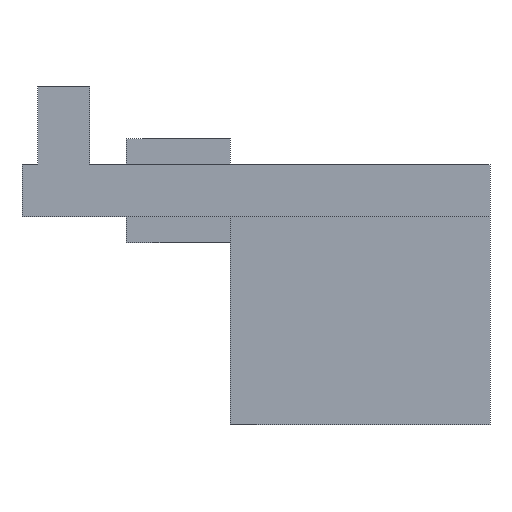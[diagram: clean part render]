
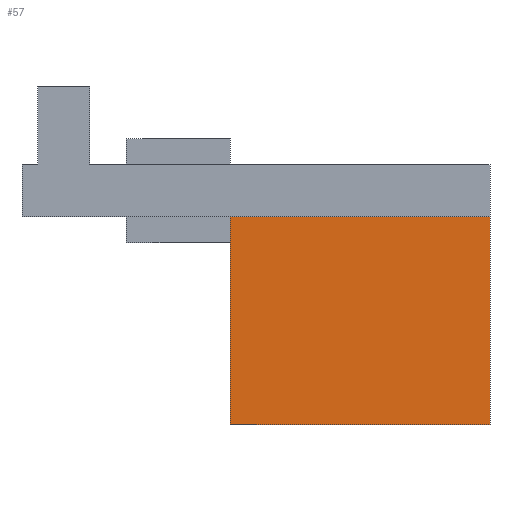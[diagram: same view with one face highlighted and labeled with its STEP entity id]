
A CAD part, left-side view. The second image highlights one B-rep face of the part: STEP entity #57.
In plain terms, the highlighted planar face has unit normal (-1, 0, 0).
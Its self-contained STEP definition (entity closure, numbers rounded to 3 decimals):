
#57=ADVANCED_FACE('',(#108),#110,.T.);
#108=FACE_BOUND('',#109,.T.);
#109=EDGE_LOOP('',(#293,#294,#295,#296));
#110=PLANE('',#111);
#111=AXIS2_PLACEMENT_3D('',#112,#113,#114);
#112=CARTESIAN_POINT('',(5.,-45.,0.));
#113=DIRECTION('',(-1.,0.,0.));
#114=DIRECTION('',(0.,1.,0.));
#293=ORIENTED_EDGE('',*,*,#423,.T.);
#294=ORIENTED_EDGE('',*,*,#432,.T.);
#295=ORIENTED_EDGE('',*,*,#433,.F.);
#296=ORIENTED_EDGE('',*,*,#419,.F.);
#419=EDGE_CURVE('',#496,#498,#499,.T.);
#423=EDGE_CURVE('',#496,#504,#505,.F.);
#432=EDGE_CURVE('',#504,#518,#520,.T.);
#433=EDGE_CURVE('',#498,#518,#521,.T.);
#496=VERTEX_POINT('',#625);
#498=VERTEX_POINT('',#629);
#499=LINE('',#630,#631);
#504=VERTEX_POINT('',#643);
#505=LINE('',#644,#645);
#518=VERTEX_POINT('',#673);
#520=LINE('',#677,#678);
#521=LINE('',#680,#681);
#625=CARTESIAN_POINT('',(5.,-45.,0.));
#629=CARTESIAN_POINT('',(5.,-45.,-40.));
#630=CARTESIAN_POINT('',(5.,-45.,0.));
#631=VECTOR('',#632,1.);
#632=DIRECTION('',(0.,0.,-1.));
#643=CARTESIAN_POINT('',(5.,5.,0.));
#644=CARTESIAN_POINT('',(5.,5.,0.));
#645=VECTOR('',#646,1.);
#646=DIRECTION('',(0.,-1.,0.));
#673=CARTESIAN_POINT('',(5.,5.,-40.));
#677=CARTESIAN_POINT('',(5.,5.,0.));
#678=VECTOR('',#679,1.);
#679=DIRECTION('',(0.,0.,-1.));
#680=CARTESIAN_POINT('',(5.,-45.,-40.));
#681=VECTOR('',#682,1.);
#682=DIRECTION('',(0.,1.,0.));
